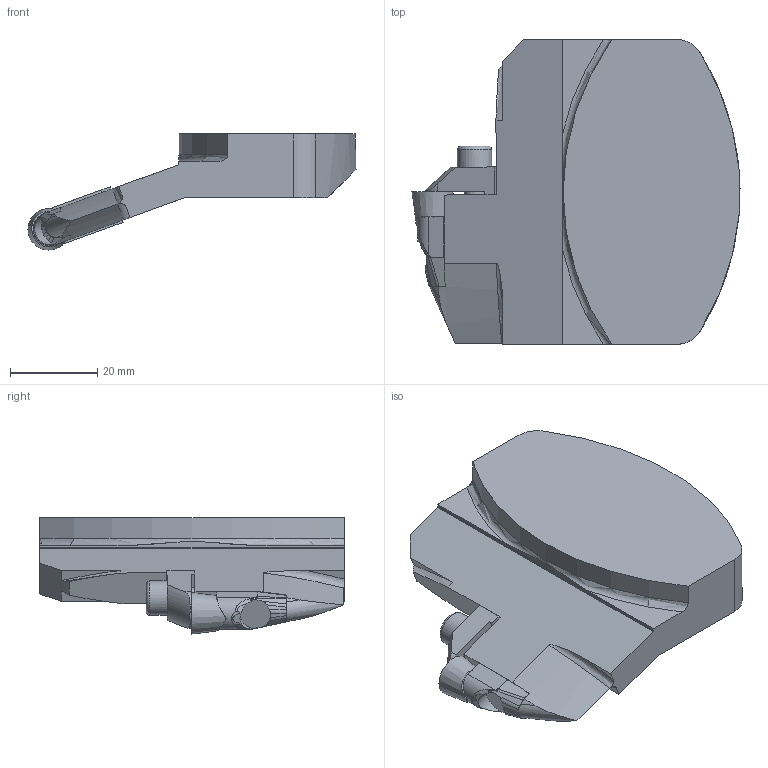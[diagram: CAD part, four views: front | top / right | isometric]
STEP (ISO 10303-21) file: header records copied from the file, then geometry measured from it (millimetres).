
FILE_DESCRIPTION(/* description */ (''),/* implementation_level */ '2;1');
FILE_NAME(/* name */ '1637567249124.stp',/* time_stamp */ '2021-11-22T13:17:43+06:00',/* author */ (''),/* organization */ ('SMS'),/* preprocessor_version */ 'ST-DEVELOPER v16.7',/* originating_system */ 'SIEMENS PLM Software NX 12.0',/* authorisation */ '');
FILE_SCHEMA (('AUTOMOTIVE_DESIGN { 1 0 10303 214 3 1 1 1 }'));
Length unit declared in the file: millimetre
Products named in the file (4): 203686281mod000_00; ASSEMBLY_CONSTRUCTION; 203694164mod000_01; 203694166mod000_01
Assembly tree (3 placements, depth 2):
  203694166mod000_01
    203694164mod000_01
    ASSEMBLY_CONSTRUCTION
    203686281mod000_00
Bounding box: 75.38 x 70 x 26.69 mm (x, y, z)
Volume: 47999.5 mm3; surface area: 12257.7 mm2
Topology: 2 solids, 4 shells, 103 faces, 270 edges, 182 vertices
Faces by surface type: plane 60, cylinder 27, bspline 9, torus 4, cone 3
Full cylindrical faces by diameter (mm): 4.826 x1, 7.9 x1
Entity records: 3682 total; most frequent: CARTESIAN_POINT 989, DIRECTION 529, ORIENTED_EDGE 514, EDGE_CURVE 257, AXIS2_PLACEMENT_3D 196, VERTEX_POINT 169, LINE 137, VECTOR 137
